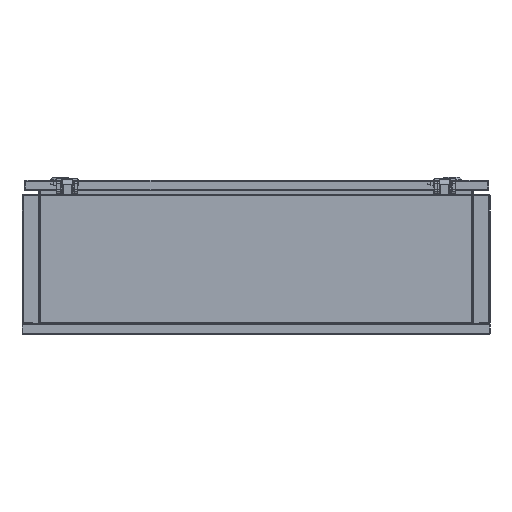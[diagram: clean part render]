
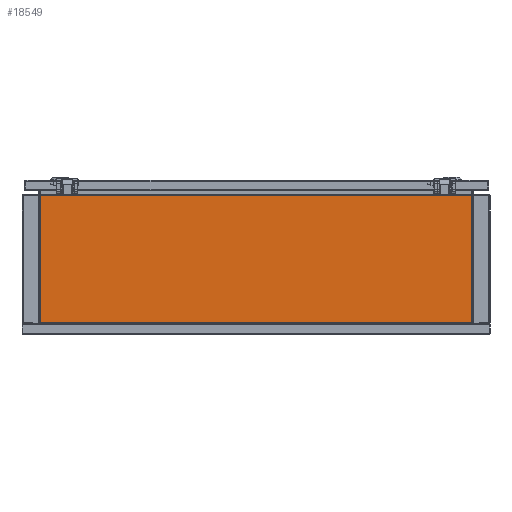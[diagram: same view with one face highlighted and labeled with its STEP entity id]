
A CAD part, left-side view. The second image highlights one B-rep face of the part: STEP entity #18549.
In plain terms, the highlighted planar face has unit normal (-1, 0, 0).
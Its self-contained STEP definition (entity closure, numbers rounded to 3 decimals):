
#6104 = DIRECTION ( 'NONE',  ( -1., 0., 0. ) ) ;
#7248 = EDGE_CURVE ( 'NONE', #77199, #43322, #19625, .T. ) ;
#7590 = CARTESIAN_POINT ( 'NONE',  ( -400., -299.25, 15.5 ) ) ;
#9386 = CARTESIAN_POINT ( 'NONE',  ( -400., -299.25, 15.5 ) ) ;
#11185 = ORIENTED_EDGE ( 'NONE', *, *, #7248, .T. ) ;
#16128 = VECTOR ( 'NONE', #78296, 1000. ) ;
#16717 = CARTESIAN_POINT ( 'NONE',  ( -400., -300.75, 15.5 ) ) ;
#17275 = VERTEX_POINT ( 'NONE', #71491 ) ;
#18549 = ADVANCED_FACE ( 'NONE', ( #62008 ), #74222, .T. ) ;
#19179 = EDGE_CURVE ( 'NONE', #77199, #66991, #119778, .T. ) ;
#19625 = LINE ( 'NONE', #9386, #31903 ) ;
#20624 = DIRECTION ( 'NONE',  ( 0., 0., -1. ) ) ;
#21043 = CARTESIAN_POINT ( 'NONE',  ( -400., 299.25, 191.5 ) ) ;
#31903 = VECTOR ( 'NONE', #50196, 1000. ) ;
#33206 = DIRECTION ( 'NONE',  ( 0., -1., 0. ) ) ;
#38365 = EDGE_CURVE ( 'NONE', #17275, #66991, #59647, .T. ) ;
#38373 = CARTESIAN_POINT ( 'NONE',  ( -400., -300.75, 15.5 ) ) ;
#42696 = CARTESIAN_POINT ( 'NONE',  ( -400., 299.25, 15.5 ) ) ;
#43322 = VERTEX_POINT ( 'NONE', #90069 ) ;
#50196 = DIRECTION ( 'NONE',  ( 0., 0., 1. ) ) ;
#55353 = EDGE_CURVE ( 'NONE', #17275, #43322, #109439, .T. ) ;
#59647 = LINE ( 'NONE', #21043, #105378 ) ;
#62008 = FACE_OUTER_BOUND ( 'NONE', #89966, .T. ) ;
#63656 = AXIS2_PLACEMENT_3D ( 'NONE', #16717, #6104, #104055 ) ;
#66991 = VERTEX_POINT ( 'NONE', #42696 ) ;
#71491 = CARTESIAN_POINT ( 'NONE',  ( -400., 299.25, 191.5 ) ) ;
#72698 = ORIENTED_EDGE ( 'NONE', *, *, #19179, .F. ) ;
#73537 = ORIENTED_EDGE ( 'NONE', *, *, #38365, .T. ) ;
#74222 = PLANE ( 'NONE',  #63656 ) ;
#77199 = VERTEX_POINT ( 'NONE', #7590 ) ;
#78296 = DIRECTION ( 'NONE',  ( 0., 1., 0. ) ) ;
#89966 = EDGE_LOOP ( 'NONE', ( #112887, #73537, #72698, #11185 ) ) ;
#90069 = CARTESIAN_POINT ( 'NONE',  ( -400., -299.25, 191.5 ) ) ;
#91570 = CARTESIAN_POINT ( 'NONE',  ( -400., -300.75, 191.5 ) ) ;
#104055 = DIRECTION ( 'NONE',  ( 0., -1., 0. ) ) ;
#105378 = VECTOR ( 'NONE', #20624, 1000. ) ;
#109439 = LINE ( 'NONE', #91570, #115587 ) ;
#112887 = ORIENTED_EDGE ( 'NONE', *, *, #55353, .F. ) ;
#115587 = VECTOR ( 'NONE', #33206, 1000. ) ;
#119778 = LINE ( 'NONE', #38373, #16128 ) ;
